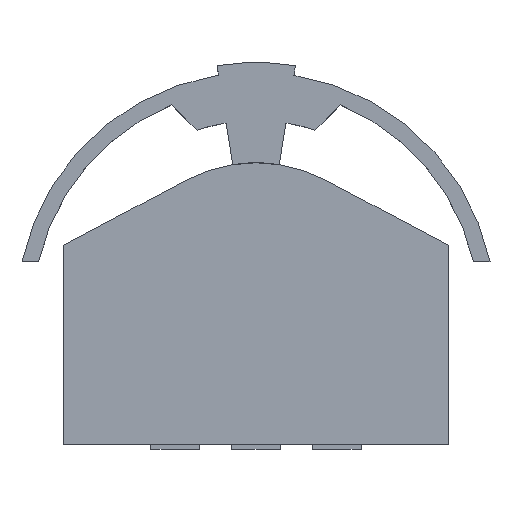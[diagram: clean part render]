
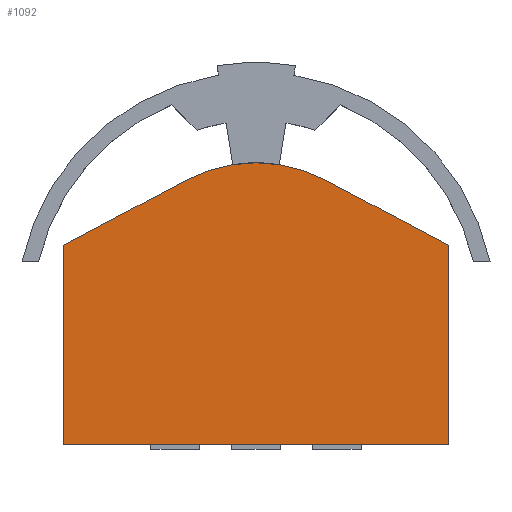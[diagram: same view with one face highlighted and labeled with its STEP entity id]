
A CAD part, top view. The second image highlights one B-rep face of the part: STEP entity #1092.
In plain terms, the highlighted planar face has unit normal (0, 0, 1).
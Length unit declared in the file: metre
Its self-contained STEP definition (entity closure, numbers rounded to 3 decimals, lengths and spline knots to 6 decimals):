
#43=CIRCLE('',#1258,0.0046);
#181=ORIENTED_EDGE('',*,*,#411,.F.);
#182=ORIENTED_EDGE('',*,*,#415,.T.);
#183=ORIENTED_EDGE('',*,*,#418,.T.);
#184=ORIENTED_EDGE('',*,*,#421,.F.);
#185=ORIENTED_EDGE('',*,*,#424,.F.);
#186=ORIENTED_EDGE('',*,*,#426,.F.);
#411=EDGE_CURVE('',#545,#546,#647,.T.);
#415=EDGE_CURVE('',#545,#548,#651,.T.);
#418=EDGE_CURVE('',#548,#550,#654,.T.);
#421=EDGE_CURVE('',#552,#550,#657,.T.);
#424=EDGE_CURVE('',#554,#552,#43,.T.);
#426=EDGE_CURVE('',#546,#554,#660,.T.);
#545=VERTEX_POINT('',#1744);
#546=VERTEX_POINT('',#1746);
#548=VERTEX_POINT('',#1752);
#550=VERTEX_POINT('',#1758);
#552=VERTEX_POINT('',#1764);
#554=VERTEX_POINT('',#1770);
#647=LINE('',#1745,#773);
#651=LINE('',#1753,#777);
#654=LINE('',#1759,#780);
#657=LINE('',#1765,#783);
#660=LINE('',#1774,#786);
#773=VECTOR('',#1423,1.);
#777=VECTOR('',#1429,1.);
#780=VECTOR('',#1434,1.);
#783=VECTOR('',#1439,1.);
#786=VECTOR('',#1450,1.);
#889=EDGE_LOOP('',(#181,#182,#183,#184,#185,#186));
#963=FACE_BOUND('',#889,.T.);
#1028=PLANE('',#1260);
#1092=ADVANCED_FACE('',(#963),#1028,.T.);
#1258=AXIS2_PLACEMENT_3D('',#1771,#1445,#1446);
#1260=AXIS2_PLACEMENT_3D('',#1775,#1451,#1452);
#1423=DIRECTION('',(0.,1.,0.));
#1429=DIRECTION('',(1.,0.,0.));
#1434=DIRECTION('',(0.,1.,0.));
#1439=DIRECTION('',(0.883,-0.469,0.));
#1445=DIRECTION('',(0.,0.,-1.));
#1446=DIRECTION('',(1.,0.,0.));
#1450=DIRECTION('',(0.883,0.469,0.));
#1451=DIRECTION('',(0.,0.,1.));
#1452=DIRECTION('',(1.,0.,0.));
#1744=CARTESIAN_POINT('',(-0.00595,-0.004,0.0025));
#1745=CARTESIAN_POINT('',(-0.00595,-0.000925,0.0025));
#1746=CARTESIAN_POINT('',(-0.00595,0.00215,0.0025));
#1752=CARTESIAN_POINT('',(0.00595,-0.004,0.0025));
#1753=CARTESIAN_POINT('',(0.0046,-0.004,0.0025));
#1758=CARTESIAN_POINT('',(0.00595,0.00215,0.0025));
#1759=CARTESIAN_POINT('',(0.00595,-0.000925,0.0025));
#1764=CARTESIAN_POINT('',(0.002156,0.004163,0.0025));
#1765=CARTESIAN_POINT('',(0.004053,0.003157,0.0025));
#1770=CARTESIAN_POINT('',(-0.002156,0.004163,0.0025));
#1771=CARTESIAN_POINT('',(0.,0.0001,0.0025));
#1774=CARTESIAN_POINT('',(-0.004053,0.003157,0.0025));
#1775=CARTESIAN_POINT('',(0.,0.002321,0.0025));
